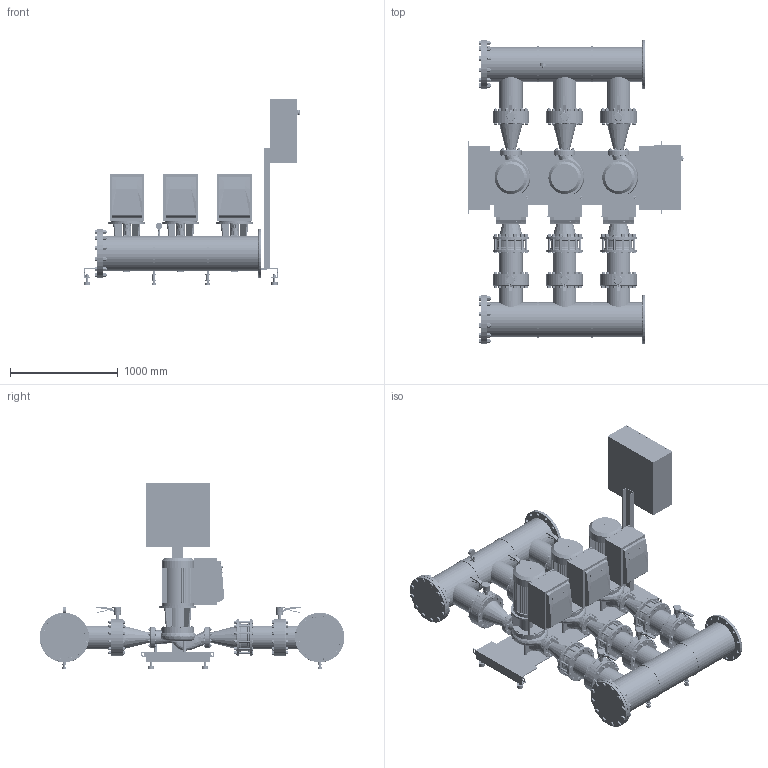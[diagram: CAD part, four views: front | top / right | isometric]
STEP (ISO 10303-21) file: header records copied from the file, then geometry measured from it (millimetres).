
FILE_DESCRIPTION((''),'2;1');
FILE_NAME('3d_SiFlux-21-IL-E80_200-22_2-SC-16-T4-4189242.stp','2015-07-31T10:09:20',(''),(''),'Mechanical Desktop 2009','Mechanical Desktop 2009',', , ');
FILE_SCHEMA(('CONFIG_CONTROL_DESIGN'));
Length unit declared in the file: millimetre
Products named in the file (1): Product
Bounding box: 2010 x 2831 x 1730 mm (x, y, z)
Volume: 886968358.5 mm3; surface area: 32728176.2 mm2
Topology: 563 solids, 563 shells, 12951 faces, 29576 edges, 18260 vertices
Faces by surface type: bspline 4851, plane 3647, cone 2187, cylinder 2059, torus 203, sphere 4
Full cylindrical faces by diameter (mm): 30 x9, 333.9 x4
Entity records: 421307 total; most frequent: CARTESIAN_POINT 156379, ORIENTED_EDGE 59144, DIRECTION 50265, EDGE_CURVE 29572, AXIS2_PLACEMENT_3D 19616, VERTEX_POINT 18263, EDGE_LOOP 14713, FACE_OUTER_BOUND 12951
